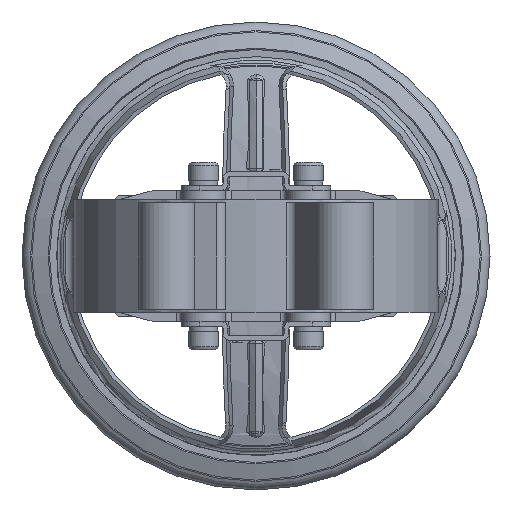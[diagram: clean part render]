
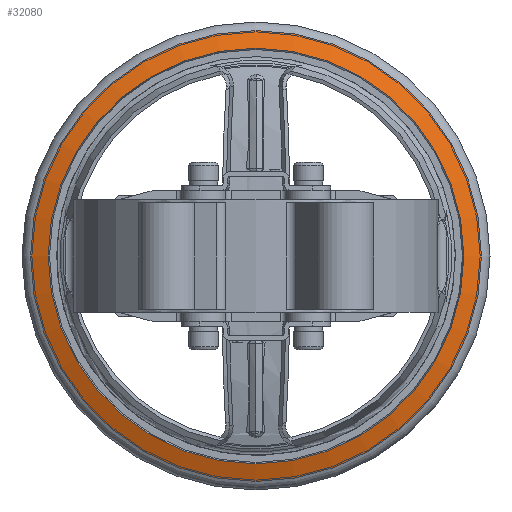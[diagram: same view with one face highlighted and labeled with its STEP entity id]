
A CAD part, front view. The second image highlights one B-rep face of the part: STEP entity #32080.
In plain terms, the highlighted conical face has half-angle 70 degrees and reference radius 120.394 mm.
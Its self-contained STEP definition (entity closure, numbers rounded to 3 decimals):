
#2494=CONICAL_SURFACE('',#34063,120.394,1.222);
#3180=FACE_BOUND('',#6486,.T.);
#4372=FACE_OUTER_BOUND('',#6485,.T.);
#6485=EDGE_LOOP('',(#26218));
#6486=EDGE_LOOP('',(#26219));
#7610=CIRCLE('',#33604,120.394);
#7885=CIRCLE('',#34062,111.);
#14800=VERTEX_POINT('',#57649);
#15268=VERTEX_POINT('',#59991);
#18679=EDGE_CURVE('',#14800,#14800,#7610,.T.);
#19166=EDGE_CURVE('',#15268,#15268,#7885,.T.);
#26218=ORIENTED_EDGE('',*,*,#19166,.T.);
#26219=ORIENTED_EDGE('',*,*,#18679,.F.);
#32080=ADVANCED_FACE('',(#4372,#3180),#2494,.T.);
#33604=AXIS2_PLACEMENT_3D('',#57650,#38160,#38161);
#34062=AXIS2_PLACEMENT_3D('',#59992,#39148,#39149);
#34063=AXIS2_PLACEMENT_3D('',#59993,#39150,#39151);
#38160=DIRECTION('center_axis',(0.,1.,0.));
#38161=DIRECTION('ref_axis',(0.001,0.,1.));
#39148=DIRECTION('center_axis',(0.,1.,0.));
#39149=DIRECTION('ref_axis',(0.001,0.,1.));
#39150=DIRECTION('center_axis',(0.,1.,0.));
#39151=DIRECTION('ref_axis',(-1.,0.,0.));
#57649=CARTESIAN_POINT('',(-160.773,413.131,20.152));
#57650=CARTESIAN_POINT('Origin',(-40.378,413.131,20.152));
#59991=CARTESIAN_POINT('',(70.622,409.712,20.152));
#59992=CARTESIAN_POINT('Origin',(-40.378,409.712,20.152));
#59993=CARTESIAN_POINT('Origin',(-40.378,413.131,20.152));
